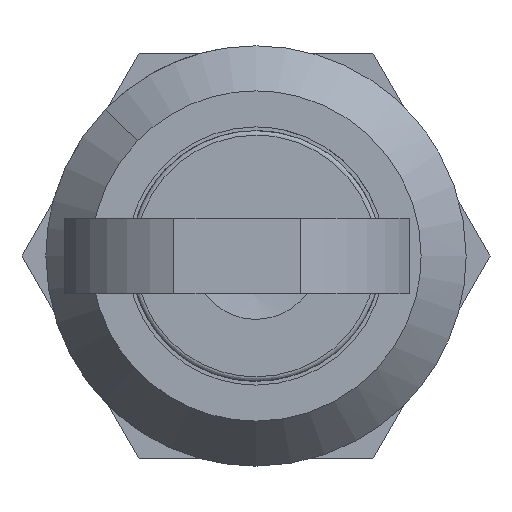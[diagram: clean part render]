
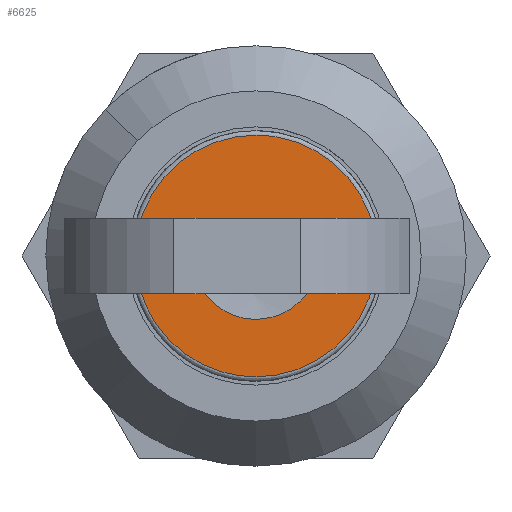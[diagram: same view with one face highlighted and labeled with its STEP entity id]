
A CAD part, front view. The second image highlights one B-rep face of the part: STEP entity #6625.
In plain terms, the highlighted free-form (B-spline) face has degree [1, 1] with [2, 2] control points.
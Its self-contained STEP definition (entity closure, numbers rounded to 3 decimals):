
#2152=CARTESIAN_POINT('',(-6.,0.0,8.05));
#2153=VERTEX_POINT('',#2152);
#2154=CARTESIAN_POINT('',(-6.,8.03,-0.561));
#2155=VERTEX_POINT('',#2154);
#2156=CARTESIAN_POINT('',(-6.,0.0,8.05));
#2157=CARTESIAN_POINT('',(-6.,0.55,8.05));
#2158=CARTESIAN_POINT('',(-6.,1.72,7.93));
#2159=CARTESIAN_POINT('',(-6.,3.33,7.395));
#2160=CARTESIAN_POINT('',(-6.,4.67,6.607));
#2161=CARTESIAN_POINT('',(-6.,5.642,5.78));
#2162=CARTESIAN_POINT('',(-6.,6.533,4.774));
#2163=CARTESIAN_POINT('',(-6.,7.168,3.742));
#2164=CARTESIAN_POINT('',(-6.,7.654,2.565));
#2165=CARTESIAN_POINT('',(-6.,8.013,1.233));
#2166=CARTESIAN_POINT('',(-6.,8.079,0.125));
#2167=CARTESIAN_POINT('',(-6.,8.03,-0.561));
#2168=B_SPLINE_CURVE_WITH_KNOTS('',3,(#2156,#2157,#2158,#2159,#2160,#2161,#2162,#2163,#2164,#2165,#2166,#2167),.UNSPECIFIED.,.F.,.U.,(4,1,1,1,1,1,1,1,1,4),(0.,1.651,3.508,5.056,6.294,7.326,9.08,9.905,11.143,13.207),.UNSPECIFIED.);
#2169=EDGE_CURVE('',#2153,#2155,#2168,.T.);
#2171=CARTESIAN_POINT('',(-6.,-8.049,0.101));
#2172=VERTEX_POINT('',#2171);
#2173=CARTESIAN_POINT('',(-6.,-8.049,0.101));
#2174=CARTESIAN_POINT('',(-6.,-8.041,0.787));
#2175=CARTESIAN_POINT('',(-6.,-7.889,1.863));
#2176=CARTESIAN_POINT('',(-6.,-7.439,3.129));
#2177=CARTESIAN_POINT('',(-6.,-6.986,4.036));
#2178=CARTESIAN_POINT('',(-6.,-6.306,5.077));
#2179=CARTESIAN_POINT('',(-6.,-5.376,6.053));
#2180=CARTESIAN_POINT('',(-6.,-4.289,6.841));
#2181=CARTESIAN_POINT('',(-6.,-3.251,7.399));
#2182=CARTESIAN_POINT('',(-6.,-1.829,7.903));
#2183=CARTESIAN_POINT('',(-6.,-0.686,8.05));
#2184=CARTESIAN_POINT('',(-6.,0.0,8.05));
#2185=B_SPLINE_CURVE_WITH_KNOTS('',3,(#2173,#2174,#2175,#2176,#2177,#2178,#2179,#2180,#2181,#2182,#2183,#2184),.UNSPECIFIED.,.F.,.U.,(4,1,1,1,1,1,1,1,1,4),(0.,2.058,3.234,4.018,5.096,6.958,8.036,9.114,10.486,12.544),.UNSPECIFIED.);
#2186=EDGE_CURVE('',#2172,#2153,#2185,.T.);
#2235=CARTESIAN_POINT('',(-6.,0.0,-8.05));
#2236=VERTEX_POINT('',#2235);
#2237=CARTESIAN_POINT('',(-6.,8.03,-0.561));
#2238=CARTESIAN_POINT('',(-6.,8.002,-0.969));
#2239=CARTESIAN_POINT('',(-6.,7.864,-1.906));
#2240=CARTESIAN_POINT('',(-6.,7.464,-3.106));
#2241=CARTESIAN_POINT('',(-6.,6.867,-4.252));
#2242=CARTESIAN_POINT('',(-6.,6.151,-5.254));
#2243=CARTESIAN_POINT('',(-6.,5.028,-6.364));
#2244=CARTESIAN_POINT('',(-6.,3.719,-7.201));
#2245=CARTESIAN_POINT('',(-6.,2.482,-7.679));
#2246=CARTESIAN_POINT('',(-6.,1.322,-7.971));
#2247=CARTESIAN_POINT('',(-6.,0.535,-8.05));
#2248=CARTESIAN_POINT('',(-6.,0.0,-8.05));
#2249=B_SPLINE_CURVE_WITH_KNOTS('',3,(#2237,#2238,#2239,#2240,#2241,#2242,#2243,#2244,#2245,#2246,#2247,#2248),.UNSPECIFIED.,.F.,.U.,(4,1,1,1,1,1,1,1,1,4),(0.,1.227,2.832,3.776,5.098,6.514,8.496,9.723,10.478,12.083),.UNSPECIFIED.);
#2250=EDGE_CURVE('',#2155,#2236,#2249,.T.);
#2257=CARTESIAN_POINT('',(-6.,0.0,-8.05));
#2258=CARTESIAN_POINT('',(-6.,-0.73,-8.05));
#2259=CARTESIAN_POINT('',(-6.,-1.991,-7.877));
#2260=CARTESIAN_POINT('',(-6.,-3.546,-7.272));
#2261=CARTESIAN_POINT('',(-6.,-4.571,-6.652));
#2262=CARTESIAN_POINT('',(-6.,-5.406,-5.993));
#2263=CARTESIAN_POINT('',(-6.,-6.224,-5.164));
#2264=CARTESIAN_POINT('',(-6.,-7.048,-3.991));
#2265=CARTESIAN_POINT('',(-6.,-7.606,-2.742));
#2266=CARTESIAN_POINT('',(-6.,-7.973,-1.36));
#2267=CARTESIAN_POINT('',(-6.,-8.057,-0.463));
#2268=CARTESIAN_POINT('',(-6.,-8.049,0.101));
#2269=B_SPLINE_CURVE_WITH_KNOTS('',3,(#2257,#2258,#2259,#2260,#2261,#2262,#2263,#2264,#2265,#2266,#2267,#2268),.UNSPECIFIED.,.F.,.U.,(4,1,1,1,1,1,1,1,1,4),(0.,2.191,3.784,4.979,5.776,6.97,8.464,10.057,11.053,12.746),.UNSPECIFIED.);
#2270=EDGE_CURVE('',#2236,#2172,#2269,.T.);
#2459=CARTESIAN_POINT('',(-6.,4.029,-1.25));
#2460=VERTEX_POINT('',#2459);
#2461=CARTESIAN_POINT('',(-6.,-4.029,-1.25));
#2462=VERTEX_POINT('',#2461);
#2471=CARTESIAN_POINT('',(-6.,-4.029,-1.25));
#2472=CARTESIAN_POINT('',(-6.,-3.918,-1.61));
#2473=CARTESIAN_POINT('',(-6.,-3.68,-2.12));
#2474=CARTESIAN_POINT('',(-6.,-3.225,-2.74));
#2475=CARTESIAN_POINT('',(-6.,-2.698,-3.282));
#2476=CARTESIAN_POINT('',(-6.,-1.964,-3.779));
#2477=CARTESIAN_POINT('',(-6.,-1.123,-4.093));
#2478=CARTESIAN_POINT('',(-6.,-0.35,-4.224));
#2479=CARTESIAN_POINT('',(-6.,0.364,-4.224));
#2480=CARTESIAN_POINT('',(-6.,1.205,-4.077));
#2481=CARTESIAN_POINT('',(-6.,1.961,-3.769));
#2482=CARTESIAN_POINT('',(-6.,2.74,-3.247));
#2483=CARTESIAN_POINT('',(-6.,3.49,-2.485));
#2484=CARTESIAN_POINT('',(-6.,3.885,-1.717));
#2485=CARTESIAN_POINT('',(-6.,4.029,-1.25));
#2486=B_SPLINE_CURVE_WITH_KNOTS('',3,(#2471,#2472,#2473,#2474,#2475,#2476,#2477,#2478,#2479,#2480,#2481,#2482,#2483,#2484,#2485),.UNSPECIFIED.,.F.,.U.,(4,1,1,1,1,1,1,1,1,1,1,1,4),(0.,1.13,1.674,2.302,3.39,4.311,4.981,5.734,6.446,7.534,8.162,9.25,10.715),.UNSPECIFIED.);
#2487=EDGE_CURVE('',#2462,#2460,#2486,.T.);
#2533=CARTESIAN_POINT('',(-6.,-4.65,-1.25));
#2534=VERTEX_POINT('',#2533);
#2535=CARTESIAN_POINT('',(-6.,-4.65,1.25));
#2536=VERTEX_POINT('',#2535);
#2537=CARTESIAN_POINT('',(-6.,-4.65,-1.25));
#2538=CARTESIAN_POINT('',(-6.,-4.65,1.25));
#2539=QUASI_UNIFORM_CURVE('',1,(#2537,#2538),.UNSPECIFIED.,.F.,.U.);
#2540=EDGE_CURVE('',#2534,#2536,#2539,.T.);
#2561=CARTESIAN_POINT('',(-6.,7.15,-1.25));
#2562=VERTEX_POINT('',#2561);
#2563=CARTESIAN_POINT('',(-6.,7.15,-1.25));
#2564=CARTESIAN_POINT('',(-6.,4.029,-1.25));
#2565=QUASI_UNIFORM_CURVE('',1,(#2563,#2564),.UNSPECIFIED.,.F.,.U.);
#2566=EDGE_CURVE('',#2562,#2460,#2565,.T.);
#2569=CARTESIAN_POINT('',(-6.,-4.029,-1.25));
#2570=CARTESIAN_POINT('',(-6.,-4.65,-1.25));
#2571=QUASI_UNIFORM_CURVE('',1,(#2569,#2570),.UNSPECIFIED.,.F.,.U.);
#2572=EDGE_CURVE('',#2462,#2534,#2571,.T.);
#2589=CARTESIAN_POINT('',(-6.,7.15,1.25));
#2590=VERTEX_POINT('',#2589);
#2591=CARTESIAN_POINT('',(-6.,7.15,1.25));
#2592=CARTESIAN_POINT('',(-6.,7.15,-1.25));
#2593=QUASI_UNIFORM_CURVE('',1,(#2591,#2592),.UNSPECIFIED.,.F.,.U.);
#2594=EDGE_CURVE('',#2590,#2562,#2593,.T.);
#2611=CARTESIAN_POINT('',(-6.,-4.65,1.25));
#2612=CARTESIAN_POINT('',(-6.,7.15,1.25));
#2613=QUASI_UNIFORM_CURVE('',1,(#2611,#2612),.UNSPECIFIED.,.F.,.U.);
#2614=EDGE_CURVE('',#2536,#2590,#2613,.T.);
#6606=CARTESIAN_POINT('',(-6.,-8.853,8.854));
#6607=CARTESIAN_POINT('',(-6.,-8.853,-8.854));
#6608=CARTESIAN_POINT('',(-6.,8.853,8.854));
#6609=CARTESIAN_POINT('',(-6.,8.853,-8.854));
#6610=B_SPLINE_SURFACE_WITH_KNOTS('',1,1,((#6606,#6608),(#6607,#6609)),.UNSPECIFIED.,.F.,.F.,.U.,(2,2),(2,2),(0.0,17.708),(0.0,17.707),.UNSPECIFIED.);
#6611=ORIENTED_EDGE('',*,*,#2270,.T.);
#6612=ORIENTED_EDGE('',*,*,#2186,.T.);
#6613=ORIENTED_EDGE('',*,*,#2169,.T.);
#6614=ORIENTED_EDGE('',*,*,#2250,.T.);
#6615=EDGE_LOOP('',(#6611,#6612,#6613,#6614));
#6616=FACE_OUTER_BOUND('',#6615,.T.);
#6617=ORIENTED_EDGE('',*,*,#2572,.F.);
#6618=ORIENTED_EDGE('',*,*,#2487,.T.);
#6619=ORIENTED_EDGE('',*,*,#2566,.F.);
#6620=ORIENTED_EDGE('',*,*,#2594,.F.);
#6621=ORIENTED_EDGE('',*,*,#2614,.F.);
#6622=ORIENTED_EDGE('',*,*,#2540,.F.);
#6623=EDGE_LOOP('',(#6617,#6618,#6619,#6620,#6621,#6622));
#6624=FACE_BOUND('',#6623,.T.);
#6625=ADVANCED_FACE('',(#6616,#6624),#6610,.F.);
